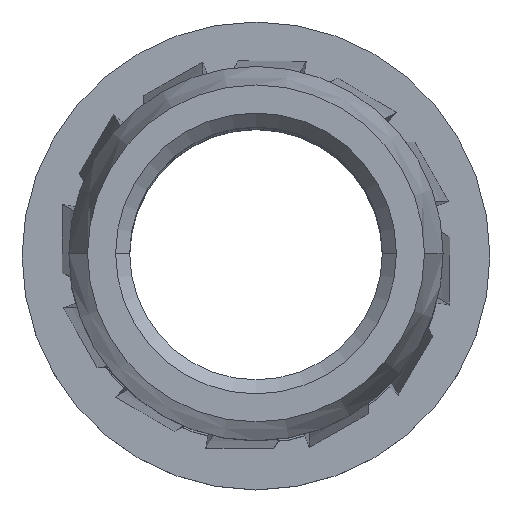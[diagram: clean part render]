
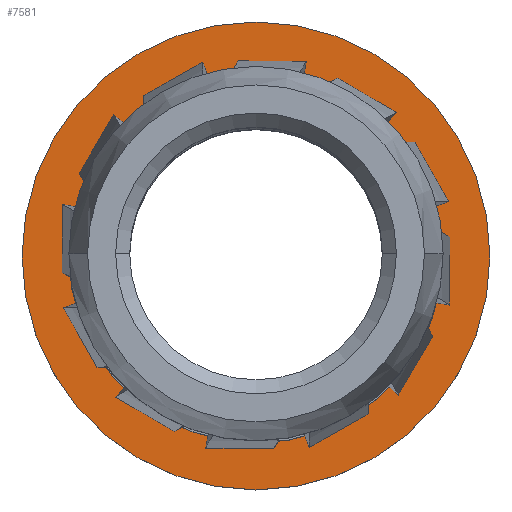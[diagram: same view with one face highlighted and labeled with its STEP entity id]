
A CAD part, top view. The second image highlights one B-rep face of the part: STEP entity #7581.
In plain terms, the highlighted planar face has unit normal (0, 0, 1).
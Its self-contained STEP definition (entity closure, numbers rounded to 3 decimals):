
#7267=CARTESIAN_POINT('',(2.5,0.0,0.5));
#7268=VERTEX_POINT('',#7267);
#7277=CARTESIAN_POINT('',(-2.5,0.,0.5));
#7278=VERTEX_POINT('',#7277);
#7279=CARTESIAN_POINT('',(0.0,0.0,0.5));
#7280=DIRECTION('',(0.0,0.0,-1.0));
#7281=DIRECTION('',(1.0,0.0,0.0));
#7282=AXIS2_PLACEMENT_3D('',#7279,#7280,#7281);
#7283=CIRCLE('',#7282,2.5);
#7284=EDGE_CURVE('',#7268,#7278,#7283,.T.);
#7311=CARTESIAN_POINT('',(2.0,0.0,0.5));
#7312=VERTEX_POINT('',#7311);
#7328=CARTESIAN_POINT('',(-2.0,0.,0.5));
#7329=VERTEX_POINT('',#7328);
#7336=CARTESIAN_POINT('',(0.0,0.0,0.5));
#7337=DIRECTION('',(0.0,0.0,-1.0));
#7338=DIRECTION('',(1.0,0.0,0.0));
#7339=AXIS2_PLACEMENT_3D('',#7336,#7337,#7338);
#7340=CIRCLE('',#7339,2.0);
#7341=EDGE_CURVE('',#7312,#7329,#7340,.T.);
#7498=CARTESIAN_POINT('',(0.0,0.0,0.5));
#7499=DIRECTION('',(0.0,0.0,-1.0));
#7500=DIRECTION('',(1.0,0.0,0.0));
#7501=AXIS2_PLACEMENT_3D('',#7498,#7499,#7500);
#7502=CIRCLE('',#7501,2.0);
#7503=EDGE_CURVE('',#7329,#7312,#7502,.T.);
#7544=CARTESIAN_POINT('',(0.0,0.0,0.5));
#7545=DIRECTION('',(0.0,0.0,-1.0));
#7546=DIRECTION('',(1.0,0.0,0.0));
#7547=AXIS2_PLACEMENT_3D('',#7544,#7545,#7546);
#7548=CIRCLE('',#7547,2.5);
#7549=EDGE_CURVE('',#7278,#7268,#7548,.T.);
#7568=CARTESIAN_POINT('',(0.0,0.0,0.5));
#7569=DIRECTION('',(0.0,0.0,1.0));
#7570=DIRECTION('',(1.0,0.0,0.0));
#7571=AXIS2_PLACEMENT_3D('',#7568,#7569,#7570);
#7572=PLANE('',#7571);
#7573=ORIENTED_EDGE('',*,*,#7284,.F.);
#7574=ORIENTED_EDGE('',*,*,#7549,.F.);
#7575=EDGE_LOOP('',(#7573,#7574));
#7576=FACE_OUTER_BOUND('',#7575,.T.);
#7577=ORIENTED_EDGE('',*,*,#7341,.T.);
#7578=ORIENTED_EDGE('',*,*,#7503,.T.);
#7579=EDGE_LOOP('',(#7577,#7578));
#7580=FACE_BOUND('',#7579,.T.);
#7581=ADVANCED_FACE('',(#7576,#7580),#7572,.T.);
